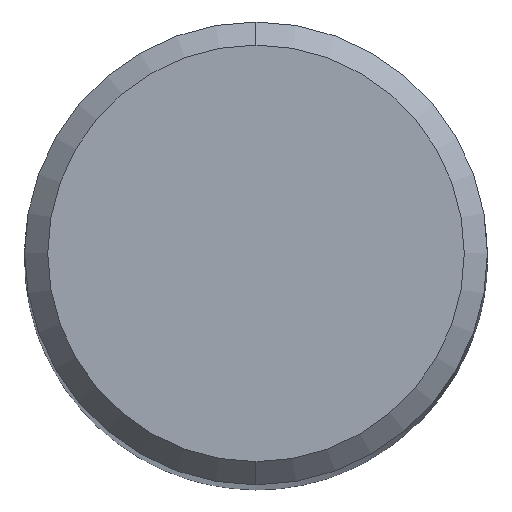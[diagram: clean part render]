
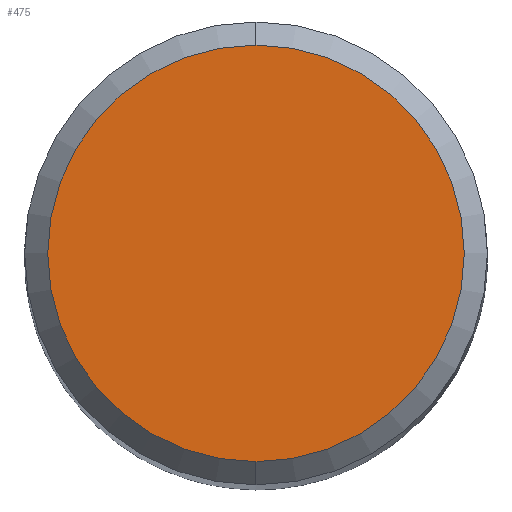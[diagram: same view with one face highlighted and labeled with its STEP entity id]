
A CAD part, top view. The second image highlights one B-rep face of the part: STEP entity #475.
In plain terms, the highlighted planar face has unit normal (0, 0, 1).
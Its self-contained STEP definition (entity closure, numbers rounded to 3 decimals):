
#475=ADVANCED_FACE('',(#1085),#1086,.T.);
#515=VERTEX_POINT('',#1127);
#523=EDGE_CURVE('',#515,#887,#1135,.T.);
#731=EDGE_CURVE('',#887,#515,#1361,.T.);
#887=VERTEX_POINT('',#1538);
#1085=FACE_OUTER_BOUND('',#2052,.T.);
#1086=PLANE('',#2053);
#1127=CARTESIAN_POINT('',(0.0,4.5,0.0));
#1135=CIRCLE('',#2191,4.5);
#1361=CIRCLE('',#2870,4.5);
#1538=CARTESIAN_POINT('',(0.,-4.5,0.0));
#2052=EDGE_LOOP('',(#3503,#3504));
#2053=AXIS2_PLACEMENT_3D('',#3505,#3506,#3507);
#2191=AXIS2_PLACEMENT_3D('',#3525,#3526,#3527);
#2870=AXIS2_PLACEMENT_3D('',#3729,#3730,#3731);
#3503=ORIENTED_EDGE('',*,*,#523,.F.);
#3504=ORIENTED_EDGE('',*,*,#731,.F.);
#3505=CARTESIAN_POINT('',(0.0,2.25,0.0));
#3506=DIRECTION('',(-0.0,0.0,1.0));
#3507=DIRECTION('',(0.0,-1.0,0.0));
#3525=CARTESIAN_POINT('',(0.0,0.0,0.0));
#3526=DIRECTION('',(0.0,0.0,-1.0));
#3527=DIRECTION('',(0.0,1.0,0.0));
#3729=CARTESIAN_POINT('',(0.0,0.0,0.0));
#3730=DIRECTION('',(0.0,0.0,-1.0));
#3731=DIRECTION('',(0.0,1.0,0.0));
